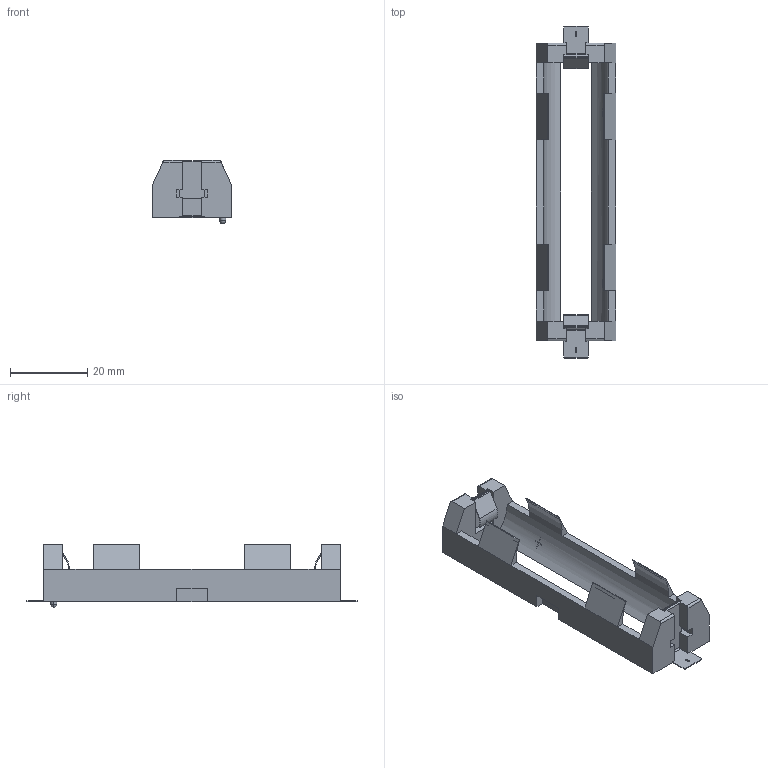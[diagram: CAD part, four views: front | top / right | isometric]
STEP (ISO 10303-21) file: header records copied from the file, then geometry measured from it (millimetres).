
FILE_DESCRIPTION(('CAx-IF Rec.Pracs.---Model Styling and Organization---1.5---2016-08-15','CAx-IF Rec.Pracs.---Geometric and Assembly Validation Properties---4.4---2016-08-17','CAx-IF Rec.Pracs.---User Defined Attributes---1.5---2016-08-15','CAx-IF Rec.Pracs.---External References---2.1---2005-01-19'),'2;1');
FILE_NAME('Battery holder BH-18650-B1BA002.stp','2025-04-03T13:46:43',('Unspecified'),('Unspecified'),'CAD Exchanger 3.11.0 (cadexchanger.com)','Unspecified','');
FILE_SCHEMA(('AUTOMOTIVE_DESIGN { 1 0 10303 214 1 1 1 1 }'));
Length unit declared in the file: millimetre
Products named in the file (4): PCBModel; cZoY-BT1; BATTERY-SMD_18650-1S-L77.1-W20.7-1; COMPOUND
Assembly tree (3 placements, depth 4):
  PCBModel
    cZoY-BT1
      BATTERY-SMD_18650-1S-L77.1-W20.7-1
        COMPOUND
Bounding box: 20.66 x 86.03 x 16.46 mm (x, y, z)
Volume: 6123.3 mm3; surface area: 6717.2 mm2
Topology: 3 solids, 3 shells, 435 faces, 1171 edges, 761 vertices
Faces by surface type: plane 301, bspline 100, cylinder 32, sphere 2
Entity records: 17179 total; most frequent: CARTESIAN_POINT 3731, ORIENTED_EDGE 2338, DIRECTION 1735, EDGE_CURVE 1169, LINE 869, VECTOR 869, VERTEX_POINT 761, FACE_BOUND 462
